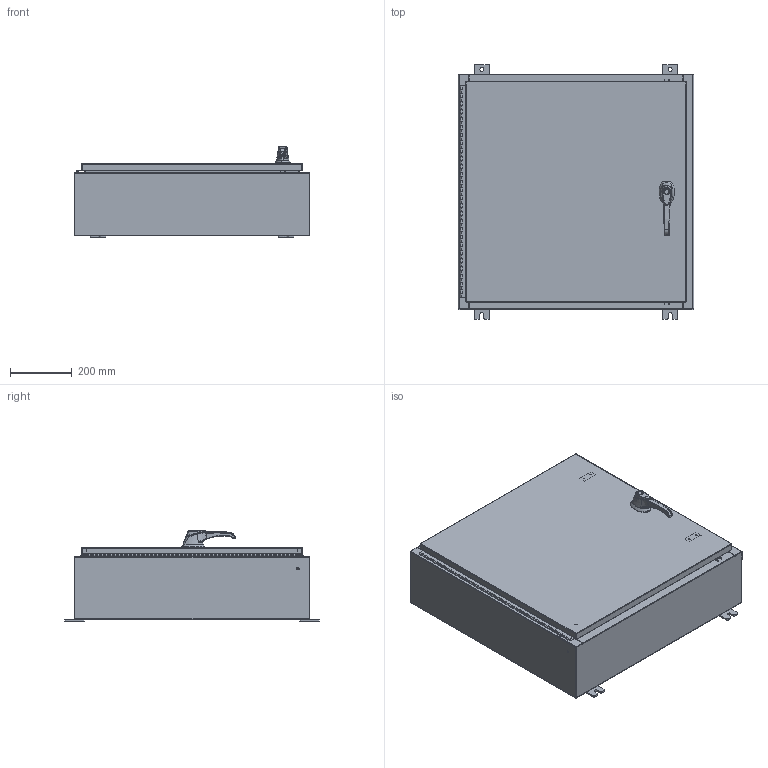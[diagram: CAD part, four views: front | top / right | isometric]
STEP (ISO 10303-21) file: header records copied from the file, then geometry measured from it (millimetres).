
FILE_DESCRIPTION (( 'STEP AP203' ), '1' );
FILE_NAME ('N30H3008ALWP3PT.STEP', '2014-02-12T20:33:17', ( 'changeme' ), ( 'Microsoft' ), 'SwSTEP 2.0', 'SolidWorks 2013', '' );
FILE_SCHEMA (( 'CONFIG_CONTROL_DESIGN' ));
Length unit declared in the file: inch
Products named in the file (30): N30H3008ALWP3PT Hinge Cover Side; N30H3008ALWP3PT Top; N30H3008ALWP3PT 263033_Industrilas; g26103103_26163303; N30H3008ALWP3PT 125 Pin Hinge; N30H3008ALWP3PT; N30H3008ALWP3PT Defeater Handle - 3 - 2500-51 ZN; 033060_032151; N30H3008ALWP3PT Mounting Feet; NMP-SS-RODGUIDES; 297025; Quarter-20 CD Stud; 10_30 CD Stud; 012103_012102; N30H3008ALWP3PT Enclosure Stiffener; N30H3008ALWP3PT Defeater Handle Rod; 00005309_G26103101; 26161102; N30H3008ALWP3PT Backpanel; N30H3008ALWP3PT Cover; 2616310101; 297026; N30H3008ALWP3PT Mounting Studs; N30H3008ALWP3PT Body; 00005310_26163101; 21130102; N30H3008ALWP3PT Hinge Enclosure Side2; N30H3008ALWP3PT Bottom; 022151; 00005090
Assembly tree (42 placements, depth 4):
  N30H3008ALWP3PT
    N30H3008ALWP3PT Backpanel
    N30H3008ALWP3PT Mounting Studs  x4
    N30H3008ALWP3PT 125 Pin Hinge
      N30H3008ALWP3PT Hinge Enclosure Side2
      N30H3008ALWP3PT Hinge Cover Side
    N30H3008ALWP3PT Mounting Feet  x4
    Quarter-20 CD Stud  x2
    N30H3008ALWP3PT Enclosure Stiffener
    N30H3008ALWP3PT 263033_Industrilas
      26161102
      297026
      21130102
      00005090
      g26103103_26163303
      033060_032151  x2
      297025
      012103_012102
      00005310_26163101
        00005309_G26103101
        2616310101
      022151
    N30H3008ALWP3PT Defeater Handle - 3 - 2500-51 ZN
    NMP-SS-RODGUIDES  x2
    10_30 CD Stud  x4
    N30H3008ALWP3PT Defeater Handle Rod  x2
    N30H3008ALWP3PT Cover
    N30H3008ALWP3PT Body
    N30H3008ALWP3PT Bottom
    N30H3008ALWP3PT Top
Bounding box: 762 x 825.5 x 291.97 mm (x, y, z)
Volume: 5444045.3 mm3; surface area: 5289528 mm2
Topology: 38 solids, 40 shells, 2700 faces, 6724 edges, 4128 vertices
Faces by surface type: cylinder 1001, plane 1001, bspline 337, cone 313, torus 48
Entity records: 119603 total; most frequent: CARTESIAN_POINT 59663, ORIENTED_EDGE 12354, DIRECTION 10929, EDGE_CURVE 6178, AXIS2_PLACEMENT_3D 3991, VERTEX_POINT 3798, LINE 2947, VECTOR 2947
